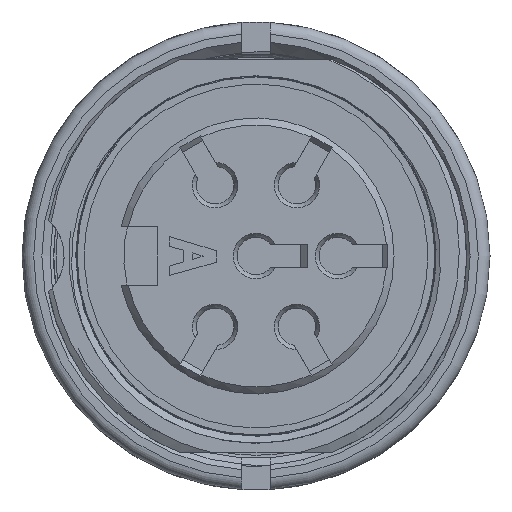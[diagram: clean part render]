
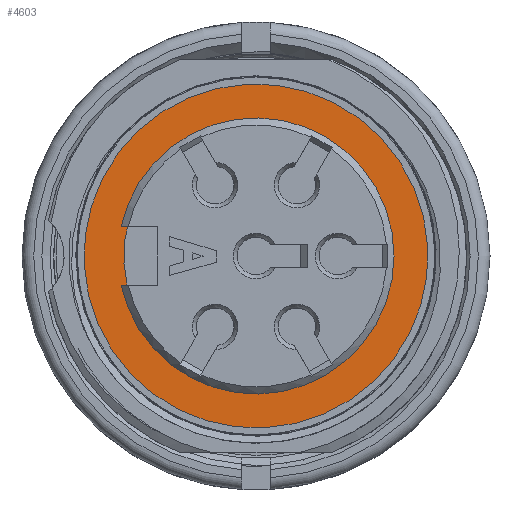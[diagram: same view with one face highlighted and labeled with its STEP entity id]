
A CAD part, front view. The second image highlights one B-rep face of the part: STEP entity #4603.
In plain terms, the highlighted planar face has unit normal (0, -1, 0).
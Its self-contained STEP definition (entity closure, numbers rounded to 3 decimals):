
#4334=PLANE('',#11622);
#4603=ADVANCED_FACE('',(#5249,#5250),#4334,.T.);
#5249=FACE_BOUND('',#5357,.T.);
#5250=FACE_BOUND('',#5358,.T.);
#5357=EDGE_LOOP('',(#5968));
#5358=EDGE_LOOP('',(#5969));
#5968=ORIENTED_EDGE('',*,*,#9916,.T.);
#5969=ORIENTED_EDGE('',*,*,#9918,.T.);
#8951=VERTEX_POINT('',#14336);
#8953=VERTEX_POINT('',#14341);
#9916=EDGE_CURVE('',#8951,#8951,#11410,.T.);
#9918=EDGE_CURVE('',#8953,#8953,#11412,.T.);
#11410=CIRCLE('',#11616,7.35);
#11412=CIRCLE('',#11619,5.65);
#11616=AXIS2_PLACEMENT_3D('',#14335,#12208,#12209);
#11619=AXIS2_PLACEMENT_3D('',#14340,#12214,#12215);
#11622=AXIS2_PLACEMENT_3D('',#14344,#12220,#12221);
#12208=DIRECTION('',(0.,-1.,0.));
#12209=DIRECTION('',(0.547,0.,-0.837));
#12214=DIRECTION('',(0.,1.,0.));
#12215=DIRECTION('',(0.547,0.,-0.837));
#12220=DIRECTION('',(0.,-1.,0.));
#12221=DIRECTION('',(0.837,0.,0.547));
#14335=CARTESIAN_POINT('',(0.596,-17.756,0.));
#14336=CARTESIAN_POINT('',(4.616,-17.756,-6.153));
#14340=CARTESIAN_POINT('',(0.596,-17.756,0.));
#14341=CARTESIAN_POINT('',(3.686,-17.756,-4.73));
#14344=CARTESIAN_POINT('',(0.596,-17.756,0.));
